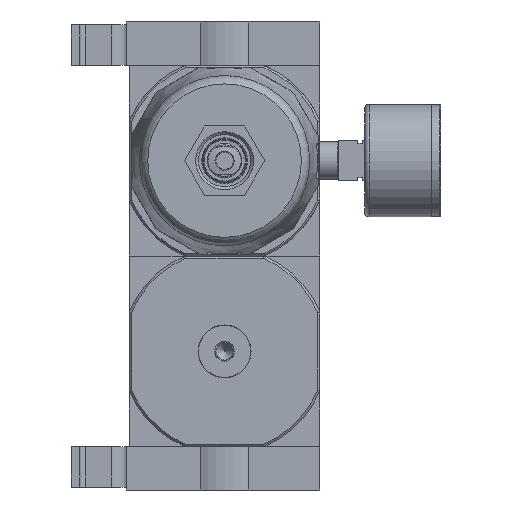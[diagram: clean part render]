
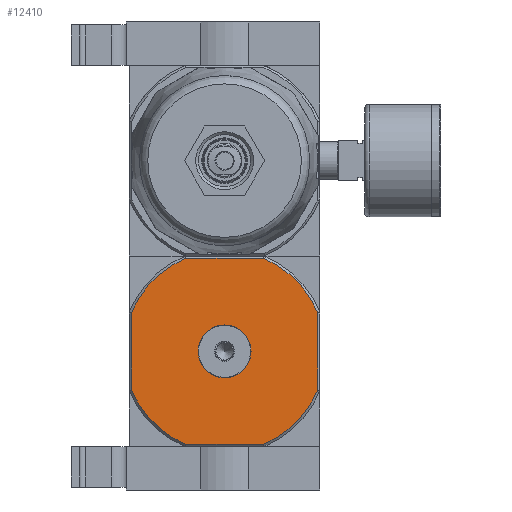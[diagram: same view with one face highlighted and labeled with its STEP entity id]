
A CAD part, front view. The second image highlights one B-rep face of the part: STEP entity #12410.
In plain terms, the highlighted planar face has unit normal (0, -1, 0).
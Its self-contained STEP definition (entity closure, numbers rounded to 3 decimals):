
#1315=CIRCLE('',#17096,6.579);
#1316=CIRCLE('',#17097,34.9);
#1317=CIRCLE('',#17098,34.9);
#1318=CIRCLE('',#17099,34.9);
#1319=CIRCLE('',#17100,34.9);
#4188=ORIENTED_EDGE('',*,*,#6204,.F.);
#4189=ORIENTED_EDGE('',*,*,#6205,.T.);
#4190=ORIENTED_EDGE('',*,*,#6206,.F.);
#4191=ORIENTED_EDGE('',*,*,#6200,.T.);
#4192=ORIENTED_EDGE('',*,*,#6207,.F.);
#4193=ORIENTED_EDGE('',*,*,#6208,.F.);
#4194=ORIENTED_EDGE('',*,*,#6209,.F.);
#4195=ORIENTED_EDGE('',*,*,#6210,.F.);
#4196=ORIENTED_EDGE('',*,*,#6211,.F.);
#6200=EDGE_CURVE('',#7482,#7483,#8336,.T.);
#6204=EDGE_CURVE('',#7486,#7486,#1315,.T.);
#6205=EDGE_CURVE('',#7487,#7488,#8338,.T.);
#6206=EDGE_CURVE('',#7482,#7488,#1316,.T.);
#6207=EDGE_CURVE('',#7489,#7483,#1317,.T.);
#6208=EDGE_CURVE('',#7490,#7489,#8339,.T.);
#6209=EDGE_CURVE('',#7491,#7490,#1318,.T.);
#6210=EDGE_CURVE('',#7492,#7491,#8340,.T.);
#6211=EDGE_CURVE('',#7487,#7492,#1319,.T.);
#7482=VERTEX_POINT('',#24935);
#7483=VERTEX_POINT('',#24936);
#7486=VERTEX_POINT('',#24950);
#7487=VERTEX_POINT('',#24952);
#7488=VERTEX_POINT('',#24953);
#7489=VERTEX_POINT('',#24956);
#7490=VERTEX_POINT('',#24958);
#7491=VERTEX_POINT('',#24960);
#7492=VERTEX_POINT('',#24962);
#8336=LINE('',#24934,#9124);
#8338=LINE('',#24951,#9126);
#8339=LINE('',#24957,#9127);
#8340=LINE('',#24961,#9128);
#9124=VECTOR('',#20419,1000.);
#9126=VECTOR('',#20425,1000.);
#9127=VECTOR('',#20430,1000.);
#9128=VECTOR('',#20433,1000.);
#10072=EDGE_LOOP('',(#4188));
#10073=EDGE_LOOP('',(#4189,#4190,#4191,#4192,#4193,#4194,#4195,#4196));
#11159=FACE_BOUND('',#10072,.T.);
#11160=FACE_BOUND('',#10073,.T.);
#11733=PLANE('',#17095);
#12410=ADVANCED_FACE('',(#11159,#11160),#11733,.F.);
#17095=AXIS2_PLACEMENT_3D('',#24948,#20421,#20422);
#17096=AXIS2_PLACEMENT_3D('',#24949,#20423,#20424);
#17097=AXIS2_PLACEMENT_3D('',#24954,#20426,#20427);
#17098=AXIS2_PLACEMENT_3D('',#24955,#20428,#20429);
#17099=AXIS2_PLACEMENT_3D('',#24959,#20431,#20432);
#17100=AXIS2_PLACEMENT_3D('',#24963,#20434,#20435);
#20419=DIRECTION('',(0.,0.,-1.));
#20421=DIRECTION('',(0.,1.,0.));
#20422=DIRECTION('',(0.,0.,1.));
#20423=DIRECTION('',(0.,-1.,0.));
#20424=DIRECTION('',(0.,0.,-1.));
#20425=DIRECTION('',(-1.,0.,0.));
#20426=DIRECTION('',(0.,1.,0.));
#20427=DIRECTION('',(-1.,0.,0.));
#20428=DIRECTION('',(0.,1.,0.));
#20429=DIRECTION('',(-1.,0.,0.));
#20430=DIRECTION('',(-1.,0.,0.));
#20431=DIRECTION('',(0.,1.,0.));
#20432=DIRECTION('',(-1.,0.,0.));
#20433=DIRECTION('',(0.,0.,-1.));
#20434=DIRECTION('',(0.,1.,0.));
#20435=DIRECTION('',(-1.,0.,0.));
#24934=CARTESIAN_POINT('',(-32.2,-33.,33.));
#24935=CARTESIAN_POINT('',(-32.2,-33.,13.46));
#24936=CARTESIAN_POINT('',(-32.2,-33.,-13.46));
#24948=CARTESIAN_POINT('',(-32.2,-33.,33.));
#24949=CARTESIAN_POINT('',(0.,-33.,0.));
#24950=CARTESIAN_POINT('',(0.,-33.,-6.579));
#24951=CARTESIAN_POINT('',(33.,-33.,32.2));
#24952=CARTESIAN_POINT('',(13.46,-33.,32.2));
#24953=CARTESIAN_POINT('',(-13.46,-33.,32.2));
#24954=CARTESIAN_POINT('',(0.,-33.,0.));
#24955=CARTESIAN_POINT('',(0.,-33.,0.));
#24956=CARTESIAN_POINT('',(-13.46,-33.,-32.2));
#24957=CARTESIAN_POINT('',(33.,-33.,-32.2));
#24958=CARTESIAN_POINT('',(13.46,-33.,-32.2));
#24959=CARTESIAN_POINT('',(0.,-33.,0.));
#24960=CARTESIAN_POINT('',(32.2,-33.,-13.46));
#24961=CARTESIAN_POINT('',(32.2,-33.,33.));
#24962=CARTESIAN_POINT('',(32.2,-33.,13.46));
#24963=CARTESIAN_POINT('',(0.,-33.,0.));
